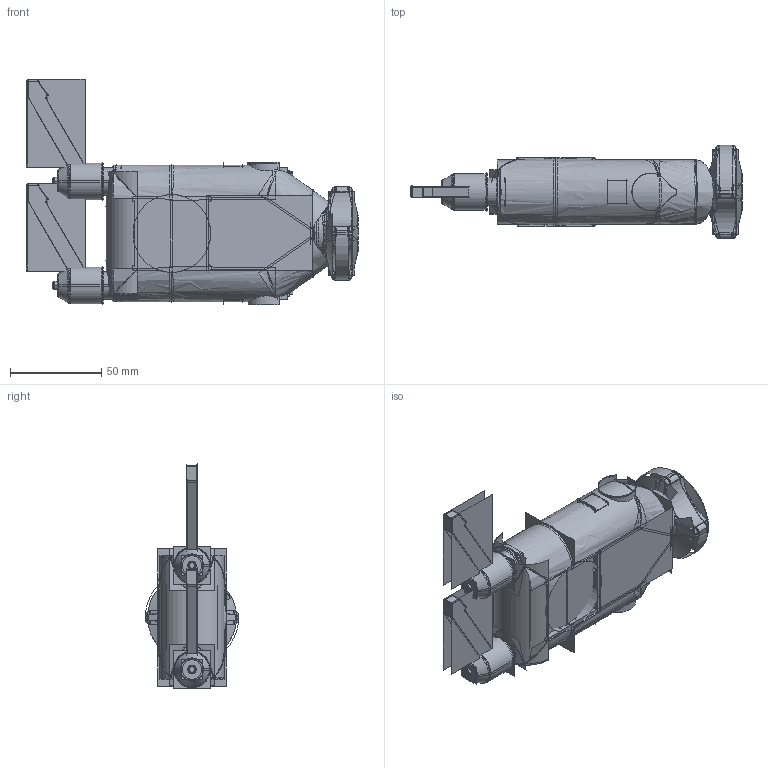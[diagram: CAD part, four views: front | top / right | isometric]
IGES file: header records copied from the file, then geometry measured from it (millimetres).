
Start section:  PTC IGES file: part786-622413_asm.igs
Global section: file name: part786-622413_asm.igs; native system: Pro/ENGINEER by Parametric Technology Corporation; preprocessor: 2005310; author: RCRU23; organization: Unknown; date: 080215.182707; units: millimetre
Bounding box: 181.93 x 51.23 x 123.44 mm (x, y, z)
Surface area: 329149.3 mm2 (no closed solid volume)
Topology: 0 solids, 0 shells, 1462 faces, 20491 edges, 26882 vertices
Faces by surface type: revolution 818, bspline 644
